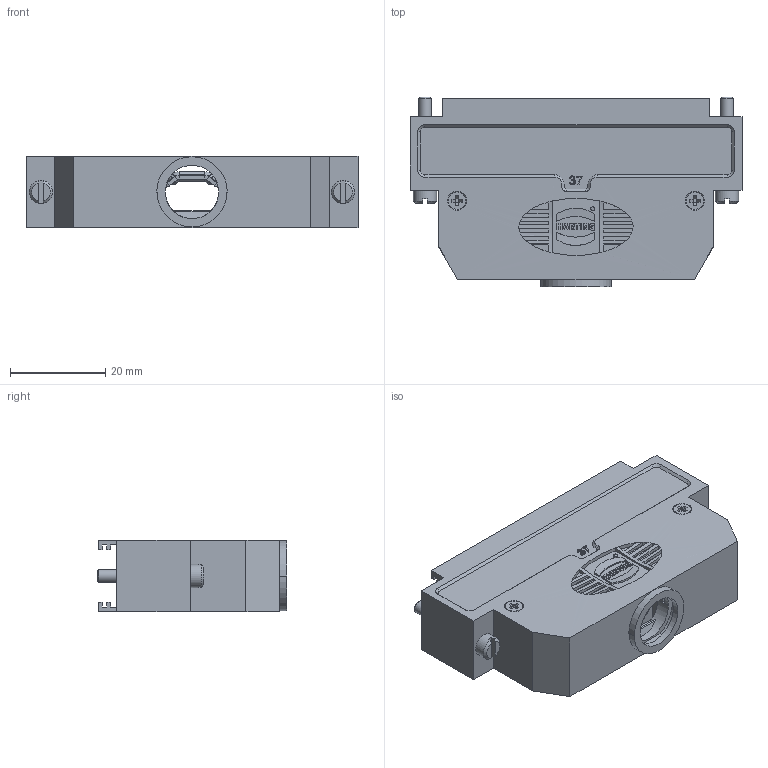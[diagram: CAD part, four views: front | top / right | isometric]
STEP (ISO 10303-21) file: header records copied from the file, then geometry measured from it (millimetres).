
FILE_DESCRIPTION(/* description */ (''),/* implementation_level */ '2;1');
FILE_NAME(/* name */ '100661119ugm000_b.stp',/* time_stamp */ '2019-08-06T09:26:14+02:00',/* author */ (''),/* organization */ (''),/* preprocessor_version */ 'ST-DEVELOPER v16.7',/* originating_system */ 'SIEMENS PLM Software NX 12.0',/* authorisation */ '');
FILE_SCHEMA (('AUTOMOTIVE_DESIGN { 1 0 10303 214 3 1 1 1 }'));
Length unit declared in the file: millimetre
Products named in the file (1): 100661119ugm000_b
Bounding box: 69.8 x 39.9 x 15.1 mm (x, y, z)
Volume: 11572.2 mm3; surface area: 14562 mm2
Topology: 1 solids, 1 shells, 1191 faces, 3169 edges, 2031 vertices
Faces by surface type: plane 794, cylinder 197, bspline 68, torus 64, extrusion 42, cone 26
Full cylindrical faces by diameter (mm): 0.8 x2, 2.2 x2, 2.72 x2, 3.7 x2, 4 x2, 4.15 x2, 4.9 x2, 11.2 x1
Entity records: 44270 total; most frequent: CARTESIAN_POINT 10090, ORIENTED_EDGE 6258, DIRECTION 5359, EDGE_CURVE 3129, VERTEX_POINT 2015, VECTOR 1951, LINE 1909, AXIS2_PLACEMENT_3D 1704
